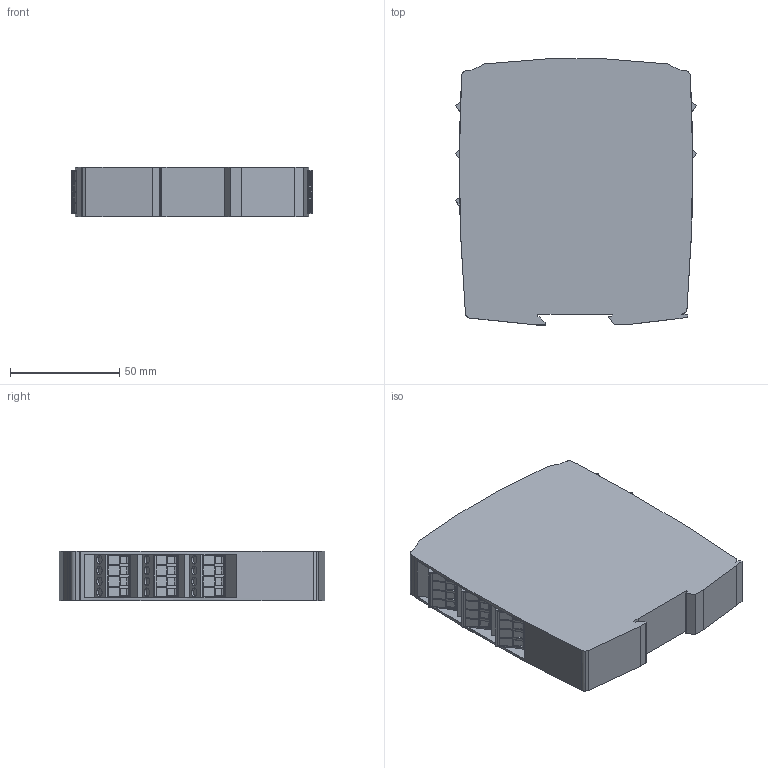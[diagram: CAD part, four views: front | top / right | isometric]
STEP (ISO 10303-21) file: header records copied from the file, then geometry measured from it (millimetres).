
FILE_DESCRIPTION (( 'STEP AP214' ), '1' );
FILE_NAME ('UG6960-04PS100-300.STEP', '2019-10-01T18:20:42', ( '' ), ( '' ), 'SwSTEP 2.0', 'SolidWorks 2018', '' );
FILE_SCHEMA (( 'AUTOMOTIVE_DESIGN' ));
Length unit declared in the file: inch
Products named in the file (1): UG6960-04PS100-300
Bounding box: 110.63 x 121.98 x 22.5 mm (x, y, z)
Volume: 272779.2 mm3; surface area: 38389.1 mm2
Topology: 1 solids, 11 shells, 492 faces, 1302 edges, 853 vertices
Faces by surface type: plane 436, cylinder 47, bspline 9
Full cylindrical faces by diameter (mm): 4 x20
Entity records: 26121 total; most frequent: CARTESIAN_POINT 14401, ORIENTED_EDGE 2524, DIRECTION 2116, EDGE_CURVE 1262, VECTOR 1118, LINE 1118, VERTEX_POINT 833, EDGE_LOOP 533
